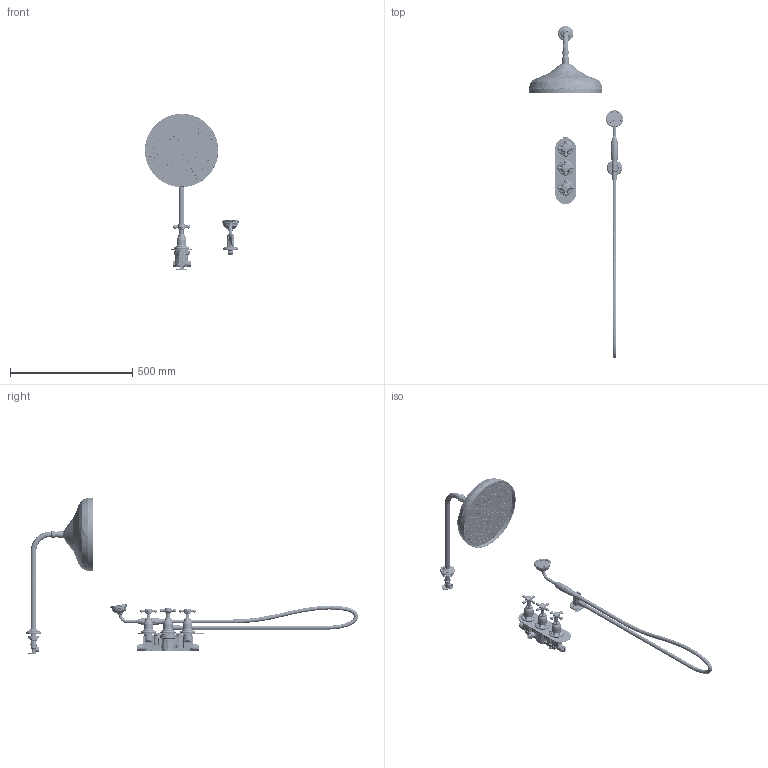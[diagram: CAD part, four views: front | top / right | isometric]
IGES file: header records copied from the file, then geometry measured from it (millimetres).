
Global section: file name: V2B2-XX-V913; native system: Autodesk Inventor 2018; preprocessor: unknown; author: rclarke; date: 20190708.102605; units: millimetre
Bounding box: 385.01 x 1358.5 x 639.79 mm (x, y, z)
Volume: 4978597 mm3; surface area: 849994.4 mm2
Topology: 102 solids, 118 shells, 4430 faces, 11202 edges, 7551 vertices
Faces by surface type: bspline 4430
